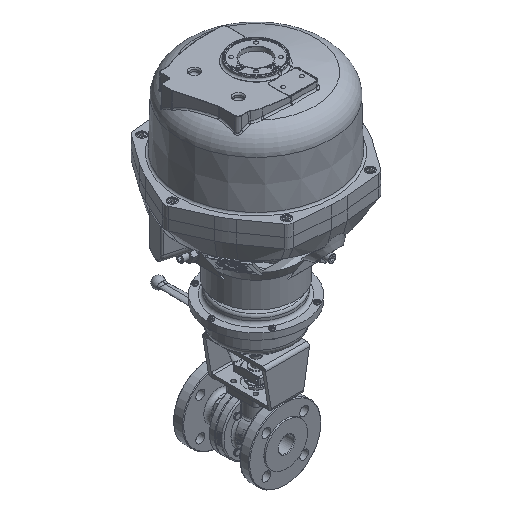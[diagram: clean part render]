
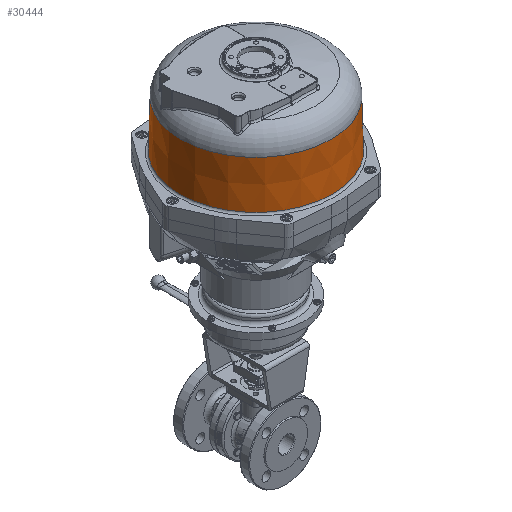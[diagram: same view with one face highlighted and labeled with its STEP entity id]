
A CAD part, isometric view. The second image highlights one B-rep face of the part: STEP entity #30444.
In plain terms, the highlighted conical face has half-angle 1.5 degrees and reference radius 119.301 mm.
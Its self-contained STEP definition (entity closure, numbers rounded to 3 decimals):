
#3494=CONICAL_SURFACE('',#32488,119.301,0.026);
#3763=FACE_OUTER_BOUND('',#5654,.T.);
#5654=EDGE_LOOP('',(#21232,#21233,#21234,#21235,#21236,#21237));
#7778=LINE('',#44962,#10077);
#10077=VECTOR('',#35643,119.301);
#12426=CIRCLE('',#32486,119.301);
#12427=CIRCLE('',#32487,119.301);
#12428=CIRCLE('',#32489,121.247);
#12429=CIRCLE('',#32490,121.247);
#13786=VERTEX_POINT('',#44953);
#13787=VERTEX_POINT('',#44955);
#13788=VERTEX_POINT('',#44959);
#13789=VERTEX_POINT('',#44960);
#16667=EDGE_CURVE('',#13786,#13787,#12426,.T.);
#16668=EDGE_CURVE('',#13787,#13786,#12427,.T.);
#16669=EDGE_CURVE('',#13788,#13789,#12428,.T.);
#16670=EDGE_CURVE('',#13789,#13787,#7778,.T.);
#16671=EDGE_CURVE('',#13789,#13788,#12429,.T.);
#21232=ORIENTED_EDGE('',*,*,#16669,.T.);
#21233=ORIENTED_EDGE('',*,*,#16670,.T.);
#21234=ORIENTED_EDGE('',*,*,#16667,.F.);
#21235=ORIENTED_EDGE('',*,*,#16668,.F.);
#21236=ORIENTED_EDGE('',*,*,#16670,.F.);
#21237=ORIENTED_EDGE('',*,*,#16671,.T.);
#30444=ADVANCED_FACE('',(#3763),#3494,.T.);
#32486=AXIS2_PLACEMENT_3D('',#44956,#35635,#35636);
#32487=AXIS2_PLACEMENT_3D('',#44957,#35637,#35638);
#32488=AXIS2_PLACEMENT_3D('',#44958,#35639,#35640);
#32489=AXIS2_PLACEMENT_3D('',#44961,#35641,#35642);
#32490=AXIS2_PLACEMENT_3D('',#44963,#35644,#35645);
#35635=DIRECTION('center_axis',(0.,0.,1.));
#35636=DIRECTION('ref_axis',(1.,0.,0.));
#35637=DIRECTION('center_axis',(0.,0.,1.));
#35638=DIRECTION('ref_axis',(1.,0.,0.));
#35639=DIRECTION('center_axis',(0.,0.,-1.));
#35640=DIRECTION('ref_axis',(-1.,0.,0.));
#35641=DIRECTION('center_axis',(0.,0.,1.));
#35642=DIRECTION('ref_axis',(-1.,0.,0.));
#35643=DIRECTION('',(-0.026,0.,1.));
#35644=DIRECTION('center_axis',(0.,0.,1.));
#35645=DIRECTION('ref_axis',(-1.,0.,0.));
#44953=CARTESIAN_POINT('',(-142.275,-15.682,-55.68));
#44955=CARTESIAN_POINT('',(96.326,-15.682,-55.68));
#44956=CARTESIAN_POINT('Origin',(-22.974,-15.682,-55.68));
#44957=CARTESIAN_POINT('Origin',(-22.974,-15.682,-55.68));
#44958=CARTESIAN_POINT('Origin',(-22.974,-15.682,-55.68));
#44959=CARTESIAN_POINT('',(-144.221,-15.682,-130.019));
#44960=CARTESIAN_POINT('',(98.273,-15.682,-130.019));
#44961=CARTESIAN_POINT('Origin',(-22.974,-15.682,-130.019));
#44962=CARTESIAN_POINT('',(96.326,-15.682,-55.68));
#44963=CARTESIAN_POINT('Origin',(-22.974,-15.682,-130.019));
